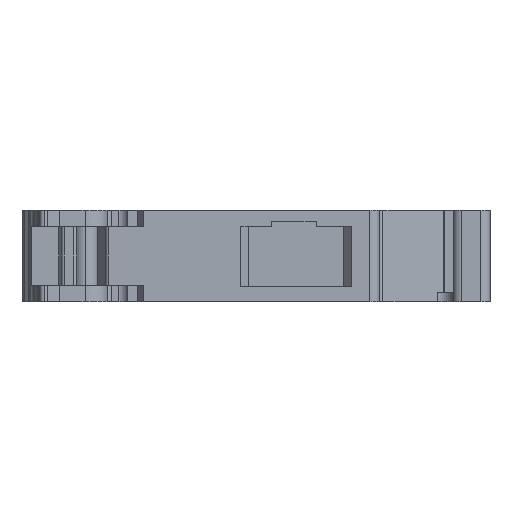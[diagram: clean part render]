
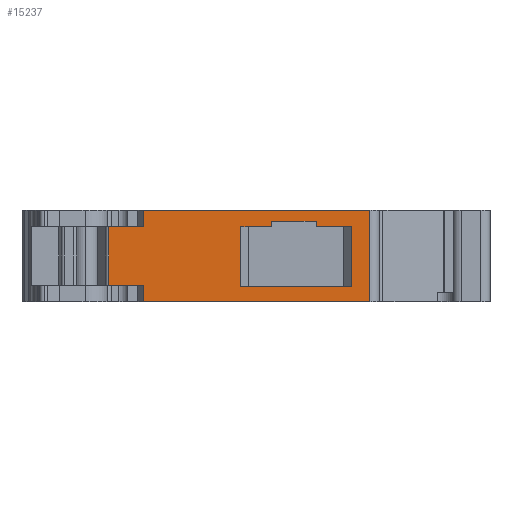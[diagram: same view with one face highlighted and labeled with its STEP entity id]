
A CAD part, left-side view. The second image highlights one B-rep face of the part: STEP entity #15237.
In plain terms, the highlighted planar face has unit normal (-1, 0, 0).
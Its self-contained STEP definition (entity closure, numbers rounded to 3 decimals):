
#35 = DIRECTION ( 'NONE',  ( 0., -1., 0. ) ) ;
#97 = CARTESIAN_POINT ( 'NONE',  ( -1.2, -8.916, 7.6 ) ) ;
#405 = DIRECTION ( 'NONE',  ( 0., 0., -1. ) ) ;
#520 = CARTESIAN_POINT ( 'NONE',  ( -1.2, -8.916, 8.8 ) ) ;
#809 = VECTOR ( 'NONE', #12838, 1000. ) ;
#1126 = VECTOR ( 'NONE', #8771, 1000. ) ;
#1170 = LINE ( 'NONE', #16001, #1126 ) ;
#1556 = DIRECTION ( 'NONE',  ( 0., -1., 0. ) ) ;
#1584 = CARTESIAN_POINT ( 'NONE',  ( -1.2, -33.6, -1.2 ) ) ;
#2070 = VECTOR ( 'NONE', #16699, 1000. ) ;
#2184 = CARTESIAN_POINT ( 'NONE',  ( -1.2, -8.916, 8.8 ) ) ;
#2242 = FACE_OUTER_BOUND ( 'NONE', #3209, .T. ) ;
#2285 = CARTESIAN_POINT ( 'NONE',  ( -1.2, -27.721, 7.6 ) ) ;
#2768 = CARTESIAN_POINT ( 'NONE',  ( -1.2, -22.861, 7. ) ) ;
#2994 = VECTOR ( 'NONE', #17035, 1000. ) ;
#3110 = VECTOR ( 'NONE', #17358, 1000. ) ;
#3119 = DIRECTION ( 'NONE',  ( 0., 0., 1. ) ) ;
#3131 = LINE ( 'NONE', #14581, #3110 ) ;
#3209 = EDGE_LOOP ( 'NONE', ( #9453, #9812, #9896, #10198, #10298, #10620, #10732, #11094 ) ) ;
#3702 = CARTESIAN_POINT ( 'NONE',  ( -1.2, -33.6, 8.8 ) ) ;
#4016 = LINE ( 'NONE', #14717, #12623 ) ;
#4344 = LINE ( 'NONE', #10464, #5930 ) ;
#4744 = CARTESIAN_POINT ( 'NONE',  ( -1.2, -19.511, 7. ) ) ;
#4797 = VERTEX_POINT ( 'NONE', #7709 ) ;
#4870 = VECTOR ( 'NONE', #405, 1000. ) ;
#4909 = CARTESIAN_POINT ( 'NONE',  ( -1.2, -5.07, 0.6 ) ) ;
#4910 = LINE ( 'NONE', #4909, #4870 ) ;
#5068 = CARTESIAN_POINT ( 'NONE',  ( -1.2, -8.916, 7.6 ) ) ;
#5135 = CARTESIAN_POINT ( 'NONE',  ( -1.2, -8.916, 0.6 ) ) ;
#5344 = VERTEX_POINT ( 'NONE', #2285 ) ;
#5425 = LINE ( 'NONE', #1584, #10376 ) ;
#5449 = CARTESIAN_POINT ( 'NONE',  ( -1.2, -27.721, -1.201 ) ) ;
#5930 = VECTOR ( 'NONE', #3119, 1000. ) ;
#6102 = DIRECTION ( 'NONE',  ( 0., 0., 1. ) ) ;
#6622 = DIRECTION ( 'NONE',  ( 0., 0., -1. ) ) ;
#6675 = CARTESIAN_POINT ( 'NONE',  ( -1.2, -19.511, 0.45 ) ) ;
#6950 = DIRECTION ( 'NONE',  ( 0., -1., 0. ) ) ;
#7603 = DIRECTION ( 'NONE',  ( 0., 0., 1. ) ) ;
#7709 = CARTESIAN_POINT ( 'NONE',  ( -1.2, -22.861, 7.6 ) ) ;
#8087 = DIRECTION ( 'NONE',  ( 0., -1., 0. ) ) ;
#8131 = CARTESIAN_POINT ( 'NONE',  ( -1.2, -33.6, -1.2 ) ) ;
#8221 = ORIENTED_EDGE ( 'NONE', *, *, #14583, .T. ) ;
#8286 = ORIENTED_EDGE ( 'NONE', *, *, #16895, .T. ) ;
#8360 = ORIENTED_EDGE ( 'NONE', *, *, #14949, .F. ) ;
#8614 = ORIENTED_EDGE ( 'NONE', *, *, #15196, .T. ) ;
#8680 = ORIENTED_EDGE ( 'NONE', *, *, #15506, .T. ) ;
#8695 = LINE ( 'NONE', #17508, #16019 ) ;
#8771 = DIRECTION ( 'NONE',  ( 0., 1., 0. ) ) ;
#8809 = CARTESIAN_POINT ( 'NONE',  ( -1.2, -5.07, 0.6 ) ) ;
#8917 = DIRECTION ( 'NONE',  ( 0., -1., 0. ) ) ;
#8963 = CARTESIAN_POINT ( 'NONE',  ( -1.2, -31.589, 0.45 ) ) ;
#8969 = ORIENTED_EDGE ( 'NONE', *, *, #15619, .T. ) ;
#9003 = ORIENTED_EDGE ( 'NONE', *, *, #16098, .T. ) ;
#9327 = ORIENTED_EDGE ( 'NONE', *, *, #16439, .T. ) ;
#9374 = CARTESIAN_POINT ( 'NONE',  ( -1.2, -5.07, 7. ) ) ;
#9453 = ORIENTED_EDGE ( 'NONE', *, *, #9468, .F. ) ;
#9468 = EDGE_CURVE ( 'NONE', #11029, #18079, #18492, .T. ) ;
#9661 = LINE ( 'NONE', #18424, #809 ) ;
#9812 = ORIENTED_EDGE ( 'NONE', *, *, #16887, .F. ) ;
#9896 = ORIENTED_EDGE ( 'NONE', *, *, #17157, .F. ) ;
#10198 = ORIENTED_EDGE ( 'NONE', *, *, #17361, .T. ) ;
#10297 = DIRECTION ( 'NONE',  ( 0., 1., 0. ) ) ;
#10298 = ORIENTED_EDGE ( 'NONE', *, *, #17784, .F. ) ;
#10376 = VECTOR ( 'NONE', #6102, 1000. ) ;
#10384 = PLANE ( 'NONE',  #18700 ) ;
#10449 = DIRECTION ( 'NONE',  ( -1., 0., 0. ) ) ;
#10464 = CARTESIAN_POINT ( 'NONE',  ( -1.2, -22.861, -1.201 ) ) ;
#10620 = ORIENTED_EDGE ( 'NONE', *, *, #18041, .T. ) ;
#10732 = ORIENTED_EDGE ( 'NONE', *, *, #18237, .T. ) ;
#10966 = LINE ( 'NONE', #5449, #2994 ) ;
#11029 = VERTEX_POINT ( 'NONE', #2184 ) ;
#11094 = ORIENTED_EDGE ( 'NONE', *, *, #18346, .T. ) ;
#11111 = CARTESIAN_POINT ( 'NONE',  ( -1.2, -8.916, 7. ) ) ;
#11196 = VERTEX_POINT ( 'NONE', #16179 ) ;
#11436 = VECTOR ( 'NONE', #6622, 1000. ) ;
#11469 = LINE ( 'NONE', #5135, #11436 ) ;
#11577 = DIRECTION ( 'NONE',  ( 0., -1., 0. ) ) ;
#11780 = VERTEX_POINT ( 'NONE', #16594 ) ;
#11985 = VERTEX_POINT ( 'NONE', #2768 ) ;
#12197 = VERTEX_POINT ( 'NONE', #11111 ) ;
#12233 = VERTEX_POINT ( 'NONE', #9374 ) ;
#12253 = VECTOR ( 'NONE', #8087, 1000. ) ;
#12417 = VERTEX_POINT ( 'NONE', #15484 ) ;
#12422 = LINE ( 'NONE', #12763, #17018 ) ;
#12480 = CARTESIAN_POINT ( 'NONE',  ( -1.2, -8.916, 7.6 ) ) ;
#12623 = VECTOR ( 'NONE', #10297, 1000. ) ;
#12640 = VERTEX_POINT ( 'NONE', #8963 ) ;
#12682 = VERTEX_POINT ( 'NONE', #6675 ) ;
#12752 = VERTEX_POINT ( 'NONE', #4744 ) ;
#12763 = CARTESIAN_POINT ( 'NONE',  ( -1.2, 0., 7. ) ) ;
#12838 = DIRECTION ( 'NONE',  ( 0., 0., -1. ) ) ;
#12964 = VERTEX_POINT ( 'NONE', #8809 ) ;
#13051 = VERTEX_POINT ( 'NONE', #17701 ) ;
#13281 = FACE_BOUND ( 'NONE', #17182, .T. ) ;
#13298 = CARTESIAN_POINT ( 'NONE',  ( -1.2, 0., 7. ) ) ;
#13339 = VERTEX_POINT ( 'NONE', #8131 ) ;
#14581 = CARTESIAN_POINT ( 'NONE',  ( -1.2, 0., -1.2 ) ) ;
#14583 = EDGE_CURVE ( 'NONE', #11985, #4797, #4344, .T. ) ;
#14717 = CARTESIAN_POINT ( 'NONE',  ( -1.2, 0., 0.6 ) ) ;
#14835 = LINE ( 'NONE', #13298, #17119 ) ;
#14949 = EDGE_CURVE ( 'NONE', #11196, #5344, #10966, .T. ) ;
#15196 = EDGE_CURVE ( 'NONE', #11196, #12417, #8695, .T. ) ;
#15237 = ADVANCED_FACE ( 'NONE', ( #13281, #2242 ), #10384, .T. ) ;
#15484 = CARTESIAN_POINT ( 'NONE',  ( -1.2, -31.589, 7. ) ) ;
#15506 = EDGE_CURVE ( 'NONE', #12417, #12640, #9661, .T. ) ;
#15619 = EDGE_CURVE ( 'NONE', #12640, #12682, #1170, .T. ) ;
#15835 = LINE ( 'NONE', #12480, #12253 ) ;
#15893 = LINE ( 'NONE', #5068, #2070 ) ;
#16001 = CARTESIAN_POINT ( 'NONE',  ( -1.2, 0., 0.45 ) ) ;
#16019 = VECTOR ( 'NONE', #35, 1000. ) ;
#16098 = EDGE_CURVE ( 'NONE', #12682, #12752, #18132, .T. ) ;
#16179 = CARTESIAN_POINT ( 'NONE',  ( -1.2, -27.721, 7. ) ) ;
#16439 = EDGE_CURVE ( 'NONE', #12752, #11985, #12422, .T. ) ;
#16594 = CARTESIAN_POINT ( 'NONE',  ( -1.2, -8.916, 0.6 ) ) ;
#16699 = DIRECTION ( 'NONE',  ( 0., 0., 1. ) ) ;
#16887 = EDGE_CURVE ( 'NONE', #12197, #11029, #15893, .T. ) ;
#16895 = EDGE_CURVE ( 'NONE', #4797, #5344, #15835, .T. ) ;
#17018 = VECTOR ( 'NONE', #6950, 1000. ) ;
#17035 = DIRECTION ( 'NONE',  ( 0., 0., 1. ) ) ;
#17119 = VECTOR ( 'NONE', #8917, 1000. ) ;
#17157 = EDGE_CURVE ( 'NONE', #12233, #12197, #14835, .T. ) ;
#17182 = EDGE_LOOP ( 'NONE', ( #8221, #8286, #8360, #8614, #8680, #8969, #9003, #9327 ) ) ;
#17358 = DIRECTION ( 'NONE',  ( 0., -1., 0. ) ) ;
#17361 = EDGE_CURVE ( 'NONE', #12233, #12964, #4910, .T. ) ;
#17508 = CARTESIAN_POINT ( 'NONE',  ( -1.2, 0., 7. ) ) ;
#17678 = CARTESIAN_POINT ( 'NONE',  ( -1.2, -19.511, 0.45 ) ) ;
#17701 = CARTESIAN_POINT ( 'NONE',  ( -1.2, -8.916, -1.2 ) ) ;
#17784 = EDGE_CURVE ( 'NONE', #11780, #12964, #4016, .T. ) ;
#18041 = EDGE_CURVE ( 'NONE', #11780, #13051, #11469, .T. ) ;
#18079 = VERTEX_POINT ( 'NONE', #3702 ) ;
#18132 = LINE ( 'NONE', #17678, #18147 ) ;
#18147 = VECTOR ( 'NONE', #7603, 1000. ) ;
#18237 = EDGE_CURVE ( 'NONE', #13051, #13339, #3131, .T. ) ;
#18346 = EDGE_CURVE ( 'NONE', #13339, #18079, #5425, .T. ) ;
#18424 = CARTESIAN_POINT ( 'NONE',  ( -1.2, -31.589, 0.45 ) ) ;
#18448 = VECTOR ( 'NONE', #11577, 1000. ) ;
#18492 = LINE ( 'NONE', #520, #18448 ) ;
#18700 = AXIS2_PLACEMENT_3D ( 'NONE', #97, #10449, #1556 ) ;
